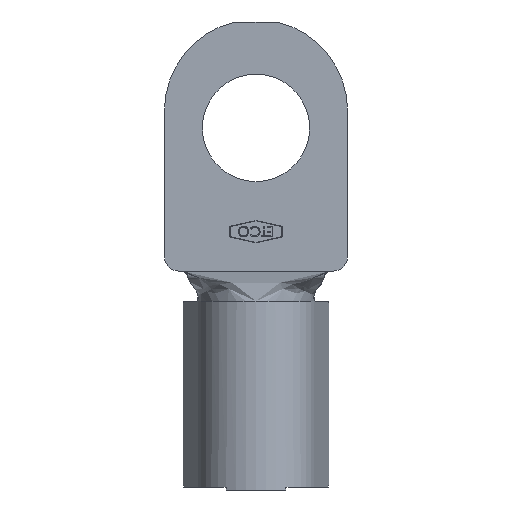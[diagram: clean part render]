
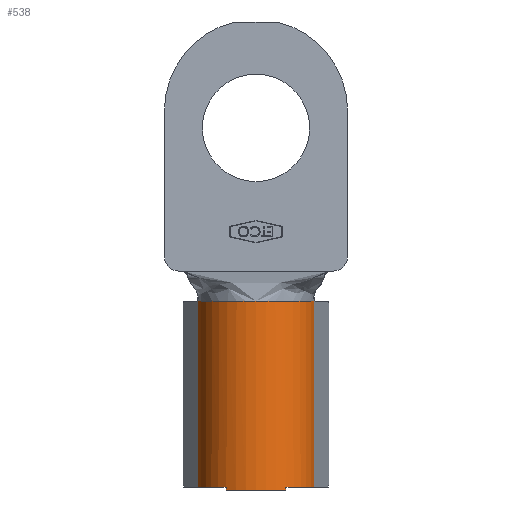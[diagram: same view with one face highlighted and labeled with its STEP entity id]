
A CAD part, front view. The second image highlights one B-rep face of the part: STEP entity #538.
In plain terms, the highlighted cylindrical face has radius 5.283 mm (diameter 10.566 mm), a partial arc.
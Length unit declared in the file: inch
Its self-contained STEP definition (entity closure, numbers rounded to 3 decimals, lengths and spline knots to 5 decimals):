
#48 = AXIS2_PLACEMENT_3D ( 'NONE', #2505, #6051, #3092 ) ;
#89 = CYLINDRICAL_SURFACE ( 'NONE', #4038, 0.208 ) ;
#142 = VECTOR ( 'NONE', #5084, 39.37008 ) ;
#164 = ORIENTED_EDGE ( 'NONE', *, *, #204, .T. ) ;
#204 = EDGE_CURVE ( 'NONE', #2050, #6457, #5980, .T. ) ;
#224 = DIRECTION ( 'NONE',  ( -1., 0., 0. ) ) ;
#226 = LINE ( 'NONE', #5381, #5701 ) ;
#433 = DIRECTION ( 'NONE',  ( 0., 0., 1. ) ) ;
#538 = ADVANCED_FACE ( 'NONE', ( #4456 ), #89, .T. ) ;
#557 = DIRECTION ( 'NONE',  ( 0., 0., 1. ) ) ;
#573 = CARTESIAN_POINT ( 'NONE',  ( 0., 0., 0.65 ) ) ;
#589 = ORIENTED_EDGE ( 'NONE', *, *, #909, .F. ) ;
#909 = EDGE_CURVE ( 'NONE', #6146, #3065, #1350, .T. ) ;
#948 = ORIENTED_EDGE ( 'NONE', *, *, #2674, .F. ) ;
#1016 = CIRCLE ( 'NONE', #5950, 0.208 ) ;
#1241 = CIRCLE ( 'NONE', #48, 0.208 ) ;
#1350 = CIRCLE ( 'NONE', #3314, 0.208 ) ;
#1613 = LINE ( 'NONE', #5824, #142 ) ;
#1633 = VECTOR ( 'NONE', #5178, 39.37008 ) ;
#1819 = LINE ( 'NONE', #5742, #1633 ) ;
#2050 = VERTEX_POINT ( 'NONE', #3390 ) ;
#2068 = CARTESIAN_POINT ( 'NONE',  ( 0., 0., 0.65 ) ) ;
#2360 = EDGE_CURVE ( 'NONE', #3833, #2050, #1613, .T. ) ;
#2472 = CARTESIAN_POINT ( 'NONE',  ( 0.20208, -0.04927, 0. ) ) ;
#2505 = CARTESIAN_POINT ( 'NONE',  ( 0., 0., 0. ) ) ;
#2564 = ORIENTED_EDGE ( 'NONE', *, *, #2799, .T. ) ;
#2581 = EDGE_CURVE ( 'NONE', #3065, #6457, #226, .T. ) ;
#2634 = VERTEX_POINT ( 'NONE', #2472 ) ;
#2670 = ORIENTED_EDGE ( 'NONE', *, *, #4826, .T. ) ;
#2674 = EDGE_CURVE ( 'NONE', #3833, #4319, #1016, .T. ) ;
#2718 = CARTESIAN_POINT ( 'NONE',  ( -0.104, -0.18013, -0.01 ) ) ;
#2729 = AXIS2_PLACEMENT_3D ( 'NONE', #3624, #433, #5903 ) ;
#2799 = EDGE_CURVE ( 'NONE', #6146, #5637, #1819, .T. ) ;
#2837 = EDGE_CURVE ( 'NONE', #4319, #2634, #6844, .T. ) ;
#2861 = VECTOR ( 'NONE', #4470, 39.37008 ) ;
#2913 = CARTESIAN_POINT ( 'NONE',  ( 0.104, -0.18013, 0. ) ) ;
#3065 = VERTEX_POINT ( 'NONE', #2718 ) ;
#3092 = DIRECTION ( 'NONE',  ( 1., 0., 0. ) ) ;
#3314 = AXIS2_PLACEMENT_3D ( 'NONE', #4355, #4334, #4317 ) ;
#3390 = CARTESIAN_POINT ( 'NONE',  ( -0.20208, -0.04927, 0. ) ) ;
#3491 = CARTESIAN_POINT ( 'NONE',  ( 0.104, -0.18013, -0.01 ) ) ;
#3624 = CARTESIAN_POINT ( 'NONE',  ( 0., 0., 0. ) ) ;
#3833 = VERTEX_POINT ( 'NONE', #6249 ) ;
#4038 = AXIS2_PLACEMENT_3D ( 'NONE', #2068, #4339, #224 ) ;
#4205 = CARTESIAN_POINT ( 'NONE',  ( 0.20208, -0.04927, 0.65 ) ) ;
#4299 = EDGE_LOOP ( 'NONE', ( #164, #5054, #589, #2564, #2670, #6465, #948, #6153 ) ) ;
#4317 = DIRECTION ( 'NONE',  ( -1., 0., 0. ) ) ;
#4319 = VERTEX_POINT ( 'NONE', #4205 ) ;
#4334 = DIRECTION ( 'NONE',  ( 0., 0., -1. ) ) ;
#4339 = DIRECTION ( 'NONE',  ( 0., 0., -1. ) ) ;
#4355 = CARTESIAN_POINT ( 'NONE',  ( 0., 0., -0.01 ) ) ;
#4456 = FACE_OUTER_BOUND ( 'NONE', #4299, .T. ) ;
#4470 = DIRECTION ( 'NONE',  ( 0., 0., -1. ) ) ;
#4502 = CARTESIAN_POINT ( 'NONE',  ( 0.20208, -0.04927, 0.65 ) ) ;
#4826 = EDGE_CURVE ( 'NONE', #5637, #2634, #1241, .T. ) ;
#5054 = ORIENTED_EDGE ( 'NONE', *, *, #2581, .F. ) ;
#5084 = DIRECTION ( 'NONE',  ( 0., 0., -1. ) ) ;
#5178 = DIRECTION ( 'NONE',  ( 0., 0., 1. ) ) ;
#5381 = CARTESIAN_POINT ( 'NONE',  ( -0.104, -0.18013, -0.01 ) ) ;
#5637 = VERTEX_POINT ( 'NONE', #2913 ) ;
#5701 = VECTOR ( 'NONE', #557, 39.37008 ) ;
#5742 = CARTESIAN_POINT ( 'NONE',  ( 0.104, -0.18013, -0.01 ) ) ;
#5824 = CARTESIAN_POINT ( 'NONE',  ( -0.20208, -0.04927, 0.65 ) ) ;
#5855 = CARTESIAN_POINT ( 'NONE',  ( -0.104, -0.18013, 0. ) ) ;
#5903 = DIRECTION ( 'NONE',  ( 1., 0., 0. ) ) ;
#5950 = AXIS2_PLACEMENT_3D ( 'NONE', #573, #6791, #6736 ) ;
#5980 = CIRCLE ( 'NONE', #2729, 0.208 ) ;
#6051 = DIRECTION ( 'NONE',  ( 0., 0., 1. ) ) ;
#6146 = VERTEX_POINT ( 'NONE', #3491 ) ;
#6153 = ORIENTED_EDGE ( 'NONE', *, *, #2360, .T. ) ;
#6249 = CARTESIAN_POINT ( 'NONE',  ( -0.20208, -0.04927, 0.65 ) ) ;
#6457 = VERTEX_POINT ( 'NONE', #5855 ) ;
#6465 = ORIENTED_EDGE ( 'NONE', *, *, #2837, .F. ) ;
#6736 = DIRECTION ( 'NONE',  ( 1., 0., 0. ) ) ;
#6791 = DIRECTION ( 'NONE',  ( 0., 0., 1. ) ) ;
#6844 = LINE ( 'NONE', #4502, #2861 ) ;
